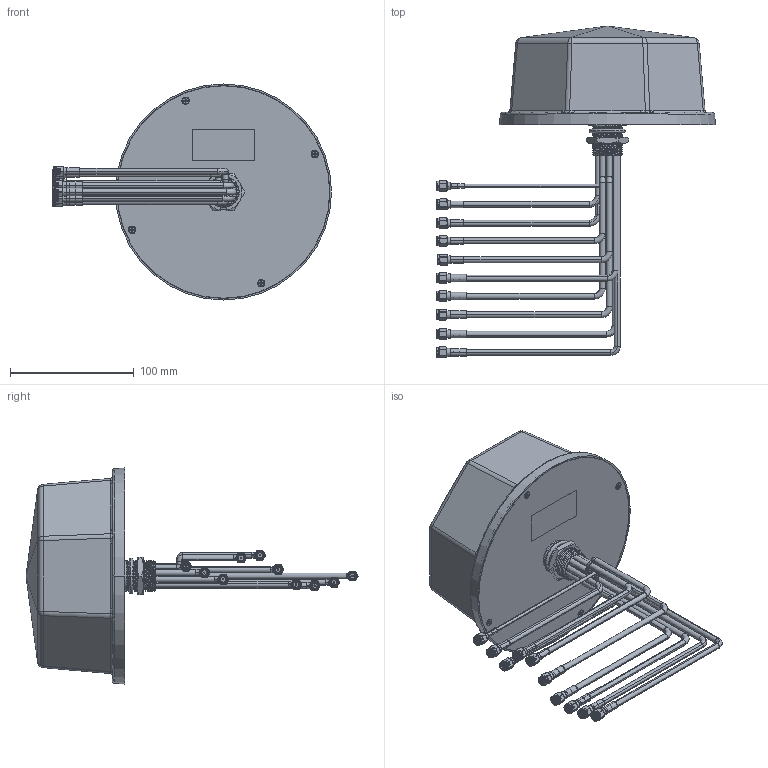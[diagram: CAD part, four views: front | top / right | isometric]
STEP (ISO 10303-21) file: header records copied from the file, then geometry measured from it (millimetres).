
FILE_DESCRIPTION (( 'STEP AP214' ), '1' );
FILE_NAME ('FMANOM1108_3D.step', '2023-03-13T19:50:59', ( '' ), ( '' ), 'SwSTEP 2.0', 'SolidWorks 2022', '' );
FILE_SCHEMA (( 'AUTOMOTIVE_DESIGN' ));
Length unit declared in the file: inch
Products named in the file (11): PE4769^FMANOM1108; PE4003^FMANOM1108; LUOMU_M25^FMANOM1108; CB451YD_01^FMANOM1108; DIANLAN-451^FMANOM1108; KA3X10^FMANOM1108; O-29X3^FMANOM1108; PE4215^FMANOM1108; FMANOM1108_3D; CB441YD_01^FMANOM1108; CB451YD_02^FMANOM1108
Assembly tree (20 placements, depth 2):
  FMANOM1108_3D
    CB441YD_01^FMANOM1108
    CB451YD_01^FMANOM1108
    CB451YD_02^FMANOM1108
    KA3X10^FMANOM1108  x4
    DIANLAN-451^FMANOM1108
    O-29X3^FMANOM1108
    LUOMU_M25^FMANOM1108
    PE4003^FMANOM1108
    PE4215^FMANOM1108  x4
    PE4769^FMANOM1108  x5
Bounding box: 225.91 x 268.79 x 175 mm (x, y, z)
Volume: 221692 mm3; surface area: 215909.8 mm2
Topology: 40 solids, 40 shells, 1673 faces, 4043 edges, 2522 vertices
Faces by surface type: cylinder 698, plane 410, cone 317, bspline 152, torus 88, sphere 8
Entity records: 39326 total; most frequent: CARTESIAN_POINT 20597, ORIENTED_EDGE 3926, DIRECTION 3502, EDGE_CURVE 1963, AXIS2_PLACEMENT_3D 1470, VERTEX_POINT 1207, EDGE_LOOP 884, FACE_OUTER_BOUND 831
